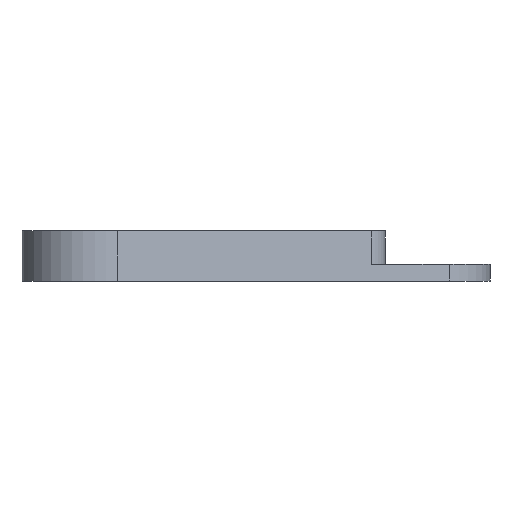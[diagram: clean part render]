
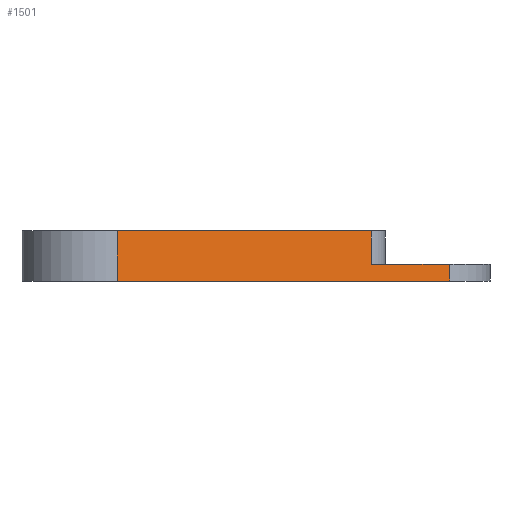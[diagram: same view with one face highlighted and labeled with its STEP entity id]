
A CAD part, left-side view. The second image highlights one B-rep face of the part: STEP entity #1501.
In plain terms, the highlighted planar face has unit normal (-0.894, -0.447, 0).
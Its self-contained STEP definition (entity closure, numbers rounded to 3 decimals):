
#44 = PLANE('',#45);
#45 = AXIS2_PLACEMENT_3D('',#46,#47,#48);
#46 = CARTESIAN_POINT('',(0.,5.556,27.));
#47 = DIRECTION('',(0.,0.,1.));
#48 = DIRECTION('',(1.,0.,0.));
#100 = PLANE('',#101);
#101 = AXIS2_PLACEMENT_3D('',#102,#103,#104);
#102 = CARTESIAN_POINT('',(0.,-20.,23.));
#103 = DIRECTION('',(0.,0.,1.));
#104 = DIRECTION('',(1.,0.,0.));
#149 = CYLINDRICAL_SURFACE('',#150,8.);
#150 = AXIS2_PLACEMENT_3D('',#151,#152,#153);
#151 = CARTESIAN_POINT('',(0.,-20.,21.));
#152 = DIRECTION('',(-0.,-0.,-1.));
#153 = DIRECTION('',(1.,0.,0.));
#177 = PLANE('',#178);
#178 = AXIS2_PLACEMENT_3D('',#179,#180,#181);
#179 = CARTESIAN_POINT('',(0.,5.556,21.));
#180 = DIRECTION('',(0.,0.,1.));
#181 = DIRECTION('',(1.,0.,0.));
#272 = VERTEX_POINT('',#273);
#273 = CARTESIAN_POINT('',(-27.227,16.568,27.));
#288 = CYLINDRICAL_SURFACE('',#289,8.);
#289 = AXIS2_PLACEMENT_3D('',#290,#291,#292);
#290 = CARTESIAN_POINT('',(-20.,20.,21.));
#291 = DIRECTION('',(-0.,-0.,-1.));
#292 = DIRECTION('',(1.,0.,0.));
#300 = EDGE_CURVE('',#301,#272,#303,.T.);
#301 = VERTEX_POINT('',#302);
#302 = CARTESIAN_POINT('',(-12.027,-13.813,27.));
#303 = SURFACE_CURVE('',#304,(#308,#315),.PCURVE_S1.);
#304 = LINE('',#305,#306);
#305 = CARTESIAN_POINT('',(-7.34,-23.181,27.));
#306 = VECTOR('',#307,1.);
#307 = DIRECTION('',(-0.447,0.894,0.));
#308 = PCURVE('',#44,#309);
#309 = DEFINITIONAL_REPRESENTATION('',(#310),#314);
#310 = LINE('',#311,#312);
#311 = CARTESIAN_POINT('',(-7.34,-28.737));
#312 = VECTOR('',#313,1.);
#313 = DIRECTION('',(-0.447,0.894));
#314 = ( GEOMETRIC_REPRESENTATION_CONTEXT(2) 
PARAMETRIC_REPRESENTATION_CONTEXT() REPRESENTATION_CONTEXT('2D SPACE',''
  ) );
#315 = PCURVE('',#316,#321);
#316 = PLANE('',#317);
#317 = AXIS2_PLACEMENT_3D('',#318,#319,#320);
#318 = CARTESIAN_POINT('',(-7.34,-23.181,21.));
#319 = DIRECTION('',(-0.894,-0.447,0.));
#320 = DIRECTION('',(-0.447,0.894,0.));
#321 = DEFINITIONAL_REPRESENTATION('',(#322),#326);
#322 = LINE('',#323,#324);
#323 = CARTESIAN_POINT('',(0.,-6.));
#324 = VECTOR('',#325,1.);
#325 = DIRECTION('',(1.,0.));
#326 = ( GEOMETRIC_REPRESENTATION_CONTEXT(2) 
PARAMETRIC_REPRESENTATION_CONTEXT() REPRESENTATION_CONTEXT('2D SPACE',''
  ) );
#349 = CYLINDRICAL_SURFACE('',#350,3.);
#350 = AXIS2_PLACEMENT_3D('',#351,#352,#353);
#351 = CARTESIAN_POINT('',(-9.344,-12.471,23.));
#352 = DIRECTION('',(0.,0.,1.));
#353 = DIRECTION('',(0.779,-0.627,0.));
#963 = VERTEX_POINT('',#964);
#964 = CARTESIAN_POINT('',(-12.027,-13.813,23.));
#990 = EDGE_CURVE('',#991,#963,#993,.T.);
#991 = VERTEX_POINT('',#992);
#992 = CARTESIAN_POINT('',(-8.999,-19.866,23.));
#993 = SURFACE_CURVE('',#994,(#998,#1005),.PCURVE_S1.);
#994 = LINE('',#995,#996);
#995 = CARTESIAN_POINT('',(-7.242,-23.378,23.));
#996 = VECTOR('',#997,1.);
#997 = DIRECTION('',(-0.447,0.894,0.));
#998 = PCURVE('',#100,#999);
#999 = DEFINITIONAL_REPRESENTATION('',(#1000),#1004);
#1000 = LINE('',#1001,#1002);
#1001 = CARTESIAN_POINT('',(-7.242,-3.378));
#1002 = VECTOR('',#1003,1.);
#1003 = DIRECTION('',(-0.447,0.894));
#1004 = ( GEOMETRIC_REPRESENTATION_CONTEXT(2) 
PARAMETRIC_REPRESENTATION_CONTEXT() REPRESENTATION_CONTEXT('2D SPACE',''
  ) );
#1005 = PCURVE('',#316,#1006);
#1006 = DEFINITIONAL_REPRESENTATION('',(#1007),#1011);
#1007 = LINE('',#1008,#1009);
#1008 = CARTESIAN_POINT('',(-0.219,-2.));
#1009 = VECTOR('',#1010,1.);
#1010 = DIRECTION('',(1.,0.));
#1011 = ( GEOMETRIC_REPRESENTATION_CONTEXT(2) 
PARAMETRIC_REPRESENTATION_CONTEXT() REPRESENTATION_CONTEXT('2D SPACE',''
  ) );
#1013 = EDGE_CURVE('',#1014,#991,#1016,.T.);
#1014 = VERTEX_POINT('',#1015);
#1015 = CARTESIAN_POINT('',(-7.34,-23.181,23.));
#1016 = SURFACE_CURVE('',#1017,(#1021,#1027),.PCURVE_S1.);
#1017 = LINE('',#1018,#1019);
#1018 = CARTESIAN_POINT('',(-7.242,-23.378,23.));
#1019 = VECTOR('',#1020,1.);
#1020 = DIRECTION('',(-0.447,0.894,0.));
#1021 = PCURVE('',#100,#1022);
#1022 = DEFINITIONAL_REPRESENTATION('',(#1023),#1026);
#1023 = B_SPLINE_CURVE_WITH_KNOTS('',1,(#1024,#1025),.UNSPECIFIED.,.F.,
  .F.,(2,2),(-4.225,7.952),.PIECEWISE_BEZIER_KNOTS.);
#1024 = CARTESIAN_POINT('',(-5.352,-7.156));
#1025 = CARTESIAN_POINT('',(-10.8,3.734));
#1026 = ( GEOMETRIC_REPRESENTATION_CONTEXT(2) 
PARAMETRIC_REPRESENTATION_CONTEXT() REPRESENTATION_CONTEXT('2D SPACE',''
  ) );
#1027 = PCURVE('',#316,#1028);
#1028 = DEFINITIONAL_REPRESENTATION('',(#1029),#1032);
#1029 = B_SPLINE_CURVE_WITH_KNOTS('',1,(#1030,#1031),.UNSPECIFIED.,.F.,
  .F.,(2,2),(-4.225,7.952),.PIECEWISE_BEZIER_KNOTS.);
#1030 = CARTESIAN_POINT('',(-4.445,-2.));
#1031 = CARTESIAN_POINT('',(7.733,-2.));
#1032 = ( GEOMETRIC_REPRESENTATION_CONTEXT(2) 
PARAMETRIC_REPRESENTATION_CONTEXT() REPRESENTATION_CONTEXT('2D SPACE',''
  ) );
#1126 = VERTEX_POINT('',#1127);
#1127 = CARTESIAN_POINT('',(-27.227,16.568,21.));
#1149 = EDGE_CURVE('',#1150,#1126,#1152,.T.);
#1150 = VERTEX_POINT('',#1151);
#1151 = CARTESIAN_POINT('',(-7.34,-23.181,21.));
#1152 = SURFACE_CURVE('',#1153,(#1157,#1164),.PCURVE_S1.);
#1153 = LINE('',#1154,#1155);
#1154 = CARTESIAN_POINT('',(-7.34,-23.181,21.));
#1155 = VECTOR('',#1156,1.);
#1156 = DIRECTION('',(-0.447,0.894,0.));
#1157 = PCURVE('',#177,#1158);
#1158 = DEFINITIONAL_REPRESENTATION('',(#1159),#1163);
#1159 = LINE('',#1160,#1161);
#1160 = CARTESIAN_POINT('',(-7.34,-28.737));
#1161 = VECTOR('',#1162,1.);
#1162 = DIRECTION('',(-0.447,0.894));
#1163 = ( GEOMETRIC_REPRESENTATION_CONTEXT(2) 
PARAMETRIC_REPRESENTATION_CONTEXT() REPRESENTATION_CONTEXT('2D SPACE',''
  ) );
#1164 = PCURVE('',#316,#1165);
#1165 = DEFINITIONAL_REPRESENTATION('',(#1166),#1170);
#1166 = LINE('',#1167,#1168);
#1167 = CARTESIAN_POINT('',(0.,0.));
#1168 = VECTOR('',#1169,1.);
#1169 = DIRECTION('',(1.,0.));
#1170 = ( GEOMETRIC_REPRESENTATION_CONTEXT(2) 
PARAMETRIC_REPRESENTATION_CONTEXT() REPRESENTATION_CONTEXT('2D SPACE',''
  ) );
#1371 = EDGE_CURVE('',#1150,#1014,#1372,.T.);
#1372 = SURFACE_CURVE('',#1373,(#1377,#1384),.PCURVE_S1.);
#1373 = LINE('',#1374,#1375);
#1374 = CARTESIAN_POINT('',(-7.34,-23.181,21.));
#1375 = VECTOR('',#1376,1.);
#1376 = DIRECTION('',(0.,0.,1.));
#1377 = PCURVE('',#149,#1378);
#1378 = DEFINITIONAL_REPRESENTATION('',(#1379),#1383);
#1379 = LINE('',#1380,#1381);
#1380 = CARTESIAN_POINT('',(-3.551,0.));
#1381 = VECTOR('',#1382,1.);
#1382 = DIRECTION('',(-0.,-1.));
#1383 = ( GEOMETRIC_REPRESENTATION_CONTEXT(2) 
PARAMETRIC_REPRESENTATION_CONTEXT() REPRESENTATION_CONTEXT('2D SPACE',''
  ) );
#1384 = PCURVE('',#316,#1385);
#1385 = DEFINITIONAL_REPRESENTATION('',(#1386),#1390);
#1386 = LINE('',#1387,#1388);
#1387 = CARTESIAN_POINT('',(0.,0.));
#1388 = VECTOR('',#1389,1.);
#1389 = DIRECTION('',(0.,-1.));
#1390 = ( GEOMETRIC_REPRESENTATION_CONTEXT(2) 
PARAMETRIC_REPRESENTATION_CONTEXT() REPRESENTATION_CONTEXT('2D SPACE',''
  ) );
#1452 = EDGE_CURVE('',#963,#301,#1453,.T.);
#1453 = SURFACE_CURVE('',#1454,(#1458,#1465),.PCURVE_S1.);
#1454 = LINE('',#1455,#1456);
#1455 = CARTESIAN_POINT('',(-12.027,-13.813,23.));
#1456 = VECTOR('',#1457,1.);
#1457 = DIRECTION('',(0.,0.,1.));
#1458 = PCURVE('',#349,#1459);
#1459 = DEFINITIONAL_REPRESENTATION('',(#1460),#1464);
#1460 = LINE('',#1461,#1462);
#1461 = CARTESIAN_POINT('',(-1.999,0.));
#1462 = VECTOR('',#1463,1.);
#1463 = DIRECTION('',(-0.,1.));
#1464 = ( GEOMETRIC_REPRESENTATION_CONTEXT(2) 
PARAMETRIC_REPRESENTATION_CONTEXT() REPRESENTATION_CONTEXT('2D SPACE',''
  ) );
#1465 = PCURVE('',#316,#1466);
#1466 = DEFINITIONAL_REPRESENTATION('',(#1467),#1471);
#1467 = LINE('',#1468,#1469);
#1468 = CARTESIAN_POINT('',(10.475,-2.));
#1469 = VECTOR('',#1470,1.);
#1470 = DIRECTION('',(0.,-1.));
#1471 = ( GEOMETRIC_REPRESENTATION_CONTEXT(2) 
PARAMETRIC_REPRESENTATION_CONTEXT() REPRESENTATION_CONTEXT('2D SPACE',''
  ) );
#1480 = EDGE_CURVE('',#1126,#272,#1481,.T.);
#1481 = SURFACE_CURVE('',#1482,(#1486,#1493),.PCURVE_S1.);
#1482 = LINE('',#1483,#1484);
#1483 = CARTESIAN_POINT('',(-27.227,16.568,21.));
#1484 = VECTOR('',#1485,1.);
#1485 = DIRECTION('',(0.,0.,1.));
#1486 = PCURVE('',#288,#1487);
#1487 = DEFINITIONAL_REPRESENTATION('',(#1488),#1492);
#1488 = LINE('',#1489,#1490);
#1489 = CARTESIAN_POINT('',(-3.585,0.));
#1490 = VECTOR('',#1491,1.);
#1491 = DIRECTION('',(-0.,-1.));
#1492 = ( GEOMETRIC_REPRESENTATION_CONTEXT(2) 
PARAMETRIC_REPRESENTATION_CONTEXT() REPRESENTATION_CONTEXT('2D SPACE',''
  ) );
#1493 = PCURVE('',#316,#1494);
#1494 = DEFINITIONAL_REPRESENTATION('',(#1495),#1499);
#1495 = LINE('',#1496,#1497);
#1496 = CARTESIAN_POINT('',(44.447,0.));
#1497 = VECTOR('',#1498,1.);
#1498 = DIRECTION('',(0.,-1.));
#1499 = ( GEOMETRIC_REPRESENTATION_CONTEXT(2) 
PARAMETRIC_REPRESENTATION_CONTEXT() REPRESENTATION_CONTEXT('2D SPACE',''
  ) );
#1501 = ADVANCED_FACE('',(#1502),#316,.T.);
#1502 = FACE_BOUND('',#1503,.T.);
#1503 = EDGE_LOOP('',(#1504,#1505,#1506,#1507,#1508,#1509,#1510));
#1504 = ORIENTED_EDGE('',*,*,#300,.T.);
#1505 = ORIENTED_EDGE('',*,*,#1480,.F.);
#1506 = ORIENTED_EDGE('',*,*,#1149,.F.);
#1507 = ORIENTED_EDGE('',*,*,#1371,.T.);
#1508 = ORIENTED_EDGE('',*,*,#1013,.T.);
#1509 = ORIENTED_EDGE('',*,*,#990,.T.);
#1510 = ORIENTED_EDGE('',*,*,#1452,.T.);
